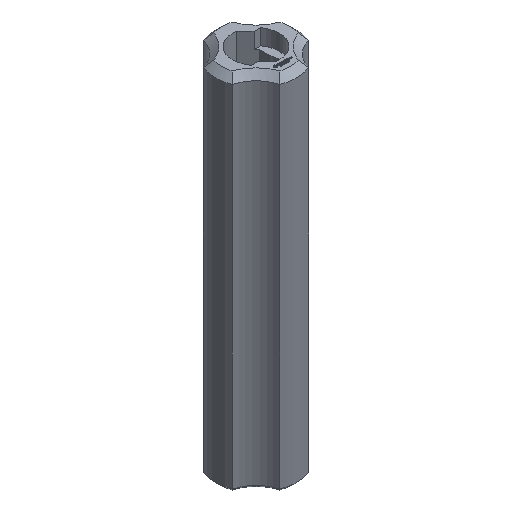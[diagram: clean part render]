
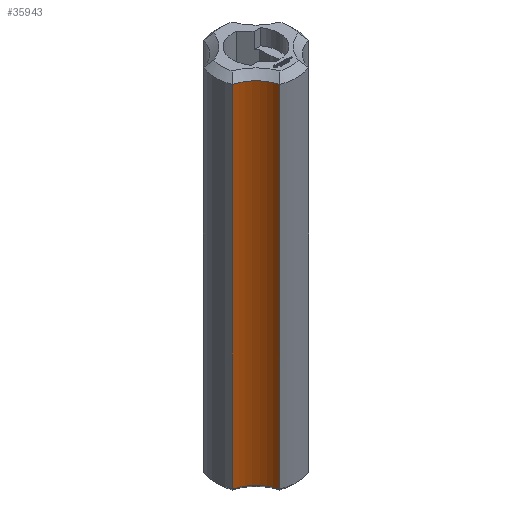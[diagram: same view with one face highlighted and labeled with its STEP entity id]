
A CAD part, isometric view. The second image highlights one B-rep face of the part: STEP entity #35943.
In plain terms, the highlighted cylindrical face has radius 5 mm (diameter 10 mm), a partial arc.
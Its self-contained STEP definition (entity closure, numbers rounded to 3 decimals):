
#32536 = CONICAL_SURFACE('',#32537,5.5,0.785);
#32537 = AXIS2_PLACEMENT_3D('',#32538,#32539,#32540);
#32538 = CARTESIAN_POINT('',(-7.071,-7.071,54.5));
#32539 = DIRECTION('',(0.,0.,1.));
#32540 = DIRECTION('',(0.969,0.246,-0.));
#33468 = CONICAL_SURFACE('',#33469,5.25,0.785);
#33469 = AXIS2_PLACEMENT_3D('',#33470,#33471,#33472);
#33470 = CARTESIAN_POINT('',(-7.071,-7.071,0.25));
#33471 = DIRECTION('',(0.,0.,-1.));
#33472 = DIRECTION('',(0.969,0.246,0.));
#33998 = VERTEX_POINT('',#33999);
#33999 = CARTESIAN_POINT('',(-5.841,-2.225,0.5));
#34034 = CYLINDRICAL_SURFACE('',#34035,6.25);
#34035 = AXIS2_PLACEMENT_3D('',#34036,#34037,#34038);
#34036 = CARTESIAN_POINT('',(0.,0.,0.));
#34037 = DIRECTION('',(0.,0.,1.));
#34038 = DIRECTION('',(-0.934,0.356,0.));
#34051 = EDGE_CURVE('',#34052,#33998,#34054,.T.);
#34052 = VERTEX_POINT('',#34053);
#34053 = CARTESIAN_POINT('',(-2.225,-5.841,0.5));
#34054 = SURFACE_CURVE('',#34055,(#34060,#34067),.PCURVE_S1.);
#34055 = CIRCLE('',#34056,5.);
#34056 = AXIS2_PLACEMENT_3D('',#34057,#34058,#34059);
#34057 = CARTESIAN_POINT('',(-7.071,-7.071,0.5));
#34058 = DIRECTION('',(0.,0.,1.));
#34059 = DIRECTION('',(0.969,0.246,-0.));
#34060 = PCURVE('',#33468,#34061);
#34061 = DEFINITIONAL_REPRESENTATION('',(#34062),#34066);
#34062 = LINE('',#34063,#34064);
#34063 = CARTESIAN_POINT('',(6.283,-0.25));
#34064 = VECTOR('',#34065,1.);
#34065 = DIRECTION('',(-1.,0.));
#34066 = ( GEOMETRIC_REPRESENTATION_CONTEXT(2) 
PARAMETRIC_REPRESENTATION_CONTEXT() REPRESENTATION_CONTEXT('2D SPACE',''
  ) );
#34067 = PCURVE('',#34068,#34073);
#34068 = CYLINDRICAL_SURFACE('',#34069,5.);
#34069 = AXIS2_PLACEMENT_3D('',#34070,#34071,#34072);
#34070 = CARTESIAN_POINT('',(-7.071,-7.071,0.));
#34071 = DIRECTION('',(0.,0.,1.));
#34072 = DIRECTION('',(0.969,0.246,-0.));
#34073 = DEFINITIONAL_REPRESENTATION('',(#34074),#34078);
#34074 = LINE('',#34075,#34076);
#34075 = CARTESIAN_POINT('',(0.,0.5));
#34076 = VECTOR('',#34077,1.);
#34077 = DIRECTION('',(1.,0.));
#34078 = ( GEOMETRIC_REPRESENTATION_CONTEXT(2) 
PARAMETRIC_REPRESENTATION_CONTEXT() REPRESENTATION_CONTEXT('2D SPACE',''
  ) );
#34121 = CYLINDRICAL_SURFACE('',#34122,6.25);
#34122 = AXIS2_PLACEMENT_3D('',#34123,#34124,#34125);
#34123 = CARTESIAN_POINT('',(0.,0.,0.));
#34124 = DIRECTION('',(0.,0.,1.));
#34125 = DIRECTION('',(-0.356,-0.934,0.));
#35175 = VERTEX_POINT('',#35176);
#35176 = CARTESIAN_POINT('',(-2.225,-5.841,54.));
#35334 = EDGE_CURVE('',#35335,#35175,#35337,.T.);
#35335 = VERTEX_POINT('',#35336);
#35336 = CARTESIAN_POINT('',(-5.841,-2.225,54.));
#35337 = SURFACE_CURVE('',#35338,(#35343,#35350),.PCURVE_S1.);
#35338 = CIRCLE('',#35339,5.);
#35339 = AXIS2_PLACEMENT_3D('',#35340,#35341,#35342);
#35340 = CARTESIAN_POINT('',(-7.071,-7.071,54.));
#35341 = DIRECTION('',(0.,0.,-1.));
#35342 = DIRECTION('',(0.969,0.246,0.));
#35343 = PCURVE('',#32536,#35344);
#35344 = DEFINITIONAL_REPRESENTATION('',(#35345),#35349);
#35345 = LINE('',#35346,#35347);
#35346 = CARTESIAN_POINT('',(6.283,-0.5));
#35347 = VECTOR('',#35348,1.);
#35348 = DIRECTION('',(-1.,0.));
#35349 = ( GEOMETRIC_REPRESENTATION_CONTEXT(2) 
PARAMETRIC_REPRESENTATION_CONTEXT() REPRESENTATION_CONTEXT('2D SPACE',''
  ) );
#35350 = PCURVE('',#34068,#35351);
#35351 = DEFINITIONAL_REPRESENTATION('',(#35352),#35356);
#35352 = LINE('',#35353,#35354);
#35353 = CARTESIAN_POINT('',(6.283,54.));
#35354 = VECTOR('',#35355,1.);
#35355 = DIRECTION('',(-1.,0.));
#35356 = ( GEOMETRIC_REPRESENTATION_CONTEXT(2) 
PARAMETRIC_REPRESENTATION_CONTEXT() REPRESENTATION_CONTEXT('2D SPACE',''
  ) );
#35842 = EDGE_CURVE('',#34052,#35175,#35843,.T.);
#35843 = SURFACE_CURVE('',#35844,(#35848,#35855),.PCURVE_S1.);
#35844 = LINE('',#35845,#35846);
#35845 = CARTESIAN_POINT('',(-2.225,-5.841,0.));
#35846 = VECTOR('',#35847,1.);
#35847 = DIRECTION('',(0.,0.,1.));
#35848 = PCURVE('',#34121,#35849);
#35849 = DEFINITIONAL_REPRESENTATION('',(#35850),#35854);
#35850 = LINE('',#35851,#35852);
#35851 = CARTESIAN_POINT('',(0.,0.));
#35852 = VECTOR('',#35853,1.);
#35853 = DIRECTION('',(0.,1.));
#35854 = ( GEOMETRIC_REPRESENTATION_CONTEXT(2) 
PARAMETRIC_REPRESENTATION_CONTEXT() REPRESENTATION_CONTEXT('2D SPACE',''
  ) );
#35855 = PCURVE('',#34068,#35856);
#35856 = DEFINITIONAL_REPRESENTATION('',(#35857),#35861);
#35857 = LINE('',#35858,#35859);
#35858 = CARTESIAN_POINT('',(0.,0.));
#35859 = VECTOR('',#35860,1.);
#35860 = DIRECTION('',(0.,1.));
#35861 = ( GEOMETRIC_REPRESENTATION_CONTEXT(2) 
PARAMETRIC_REPRESENTATION_CONTEXT() REPRESENTATION_CONTEXT('2D SPACE',''
  ) );
#35943 = ADVANCED_FACE('',(#35944),#34068,.F.);
#35944 = FACE_BOUND('',#35945,.F.);
#35945 = EDGE_LOOP('',(#35946,#35967,#35968,#35969));
#35946 = ORIENTED_EDGE('',*,*,#35947,.T.);
#35947 = EDGE_CURVE('',#33998,#35335,#35948,.T.);
#35948 = SURFACE_CURVE('',#35949,(#35953,#35960),.PCURVE_S1.);
#35949 = LINE('',#35950,#35951);
#35950 = CARTESIAN_POINT('',(-5.841,-2.225,0.));
#35951 = VECTOR('',#35952,1.);
#35952 = DIRECTION('',(0.,0.,1.));
#35953 = PCURVE('',#34068,#35954);
#35954 = DEFINITIONAL_REPRESENTATION('',(#35955),#35959);
#35955 = LINE('',#35956,#35957);
#35956 = CARTESIAN_POINT('',(1.074,0.));
#35957 = VECTOR('',#35958,1.);
#35958 = DIRECTION('',(0.,1.));
#35959 = ( GEOMETRIC_REPRESENTATION_CONTEXT(2) 
PARAMETRIC_REPRESENTATION_CONTEXT() REPRESENTATION_CONTEXT('2D SPACE',''
  ) );
#35960 = PCURVE('',#34034,#35961);
#35961 = DEFINITIONAL_REPRESENTATION('',(#35962),#35966);
#35962 = LINE('',#35963,#35964);
#35963 = CARTESIAN_POINT('',(0.728,0.));
#35964 = VECTOR('',#35965,1.);
#35965 = DIRECTION('',(0.,1.));
#35966 = ( GEOMETRIC_REPRESENTATION_CONTEXT(2) 
PARAMETRIC_REPRESENTATION_CONTEXT() REPRESENTATION_CONTEXT('2D SPACE',''
  ) );
#35967 = ORIENTED_EDGE('',*,*,#35334,.T.);
#35968 = ORIENTED_EDGE('',*,*,#35842,.F.);
#35969 = ORIENTED_EDGE('',*,*,#34051,.T.);
